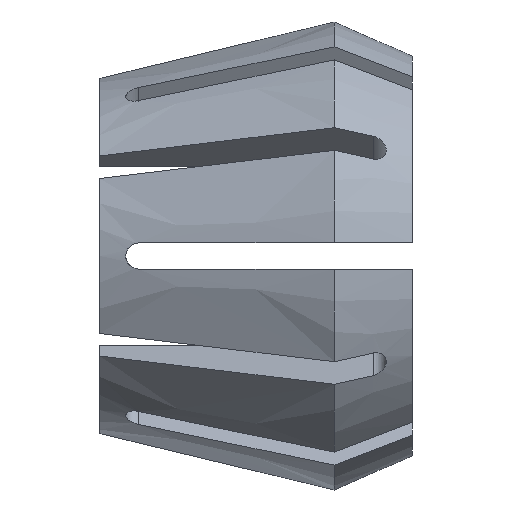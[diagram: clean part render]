
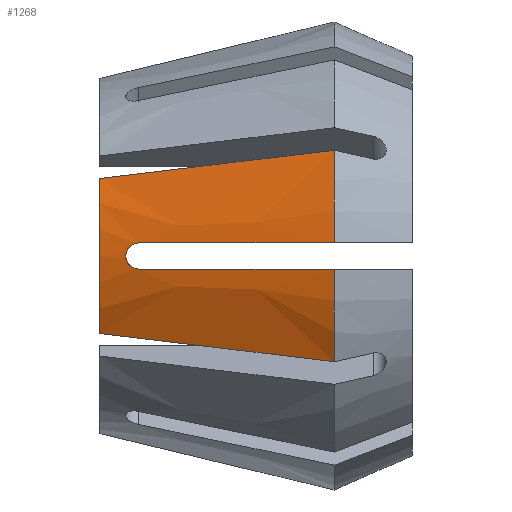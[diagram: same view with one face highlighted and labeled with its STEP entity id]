
A CAD part, left-side view. The second image highlights one B-rep face of the part: STEP entity #1268.
In plain terms, the highlighted conical face has half-angle 13.526 degrees and reference radius 7.918 mm.
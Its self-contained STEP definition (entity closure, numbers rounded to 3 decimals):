
#24=CIRCLE('',#1346,6.835);
#37=CIRCLE('',#1365,9.);
#40=CIRCLE('',#1369,9.);
#56=CONICAL_SURFACE('',#1368,7.918,0.236);
#81=(
BOUNDED_CURVE()
B_SPLINE_CURVE(2,(#2105,#2106,#2107),.UNSPECIFIED.,.F.,.F.)
B_SPLINE_CURVE_WITH_KNOTS((3,3),(0.,0.926),.UNSPECIFIED.)
CURVE()
GEOMETRIC_REPRESENTATION_ITEM()
RATIONAL_B_SPLINE_CURVE((1.,1.01,1.))
REPRESENTATION_ITEM('')
);
#86=(
BOUNDED_CURVE()
B_SPLINE_CURVE(2,(#2141,#2142,#2143),.UNSPECIFIED.,.F.,.F.)
B_SPLINE_CURVE_WITH_KNOTS((3,3),(0.,0.926),.UNSPECIFIED.)
CURVE()
GEOMETRIC_REPRESENTATION_ITEM()
RATIONAL_B_SPLINE_CURVE((1.,1.01,1.))
REPRESENTATION_ITEM('')
);
#96=(
BOUNDED_CURVE()
B_SPLINE_CURVE(2,(#2227,#2228,#2229),.UNSPECIFIED.,.F.,.F.)
B_SPLINE_CURVE_WITH_KNOTS((3,3),(0.,0.765),.UNSPECIFIED.)
CURVE()
GEOMETRIC_REPRESENTATION_ITEM()
RATIONAL_B_SPLINE_CURVE((1.,1.007,1.001))
REPRESENTATION_ITEM('')
);
#97=(
BOUNDED_CURVE()
B_SPLINE_CURVE(2,(#2256,#2257,#2258),.UNSPECIFIED.,.F.,.F.)
B_SPLINE_CURVE_WITH_KNOTS((3,3),(0.058,0.823),
 .UNSPECIFIED.)
CURVE()
GEOMETRIC_REPRESENTATION_ITEM()
RATIONAL_B_SPLINE_CURVE((1.001,1.007,1.))
REPRESENTATION_ITEM('')
);
#176=FACE_OUTER_BOUND('',#237,.T.);
#237=EDGE_LOOP('',(#972,#973,#974,#975,#976,#977,#978,#979,#980));
#440=B_SPLINE_CURVE_WITH_KNOTS('',3,(#2231,#2232,#2233,#2234,#2235,#2236,
#2237,#2238,#2239,#2240,#2241,#2242),.UNSPECIFIED.,.F.,.F.,(4,2,2,2,2,4),
(0.075,0.094,0.112,0.132,
0.151,0.151),.UNSPECIFIED.);
#441=B_SPLINE_CURVE_WITH_KNOTS('',3,(#2244,#2245,#2246,#2247,#2248,#2249,
#2250,#2251,#2252,#2253,#2254,#2255),.UNSPECIFIED.,.F.,.F.,(4,2,2,2,2,4),
(0.154,0.155,0.174,0.193,
0.212,0.23),.UNSPECIFIED.);
#524=VERTEX_POINT('',#2100);
#525=VERTEX_POINT('',#2104);
#534=VERTEX_POINT('',#2138);
#535=VERTEX_POINT('',#2140);
#549=VERTEX_POINT('',#2210);
#553=VERTEX_POINT('',#2224);
#554=VERTEX_POINT('',#2226);
#555=VERTEX_POINT('',#2230);
#556=VERTEX_POINT('',#2243);
#678=EDGE_CURVE('',#525,#524,#81,.T.);
#691=EDGE_CURVE('',#535,#534,#86,.T.);
#708=EDGE_CURVE('',#534,#525,#24,.T.);
#721=EDGE_CURVE('',#535,#549,#37,.T.);
#726=EDGE_CURVE('',#553,#524,#40,.T.);
#727=EDGE_CURVE('',#553,#554,#96,.T.);
#728=EDGE_CURVE('',#555,#554,#440,.T.);
#729=EDGE_CURVE('',#556,#555,#441,.T.);
#730=EDGE_CURVE('',#556,#549,#97,.T.);
#972=ORIENTED_EDGE('',*,*,#678,.T.);
#973=ORIENTED_EDGE('',*,*,#726,.F.);
#974=ORIENTED_EDGE('',*,*,#727,.T.);
#975=ORIENTED_EDGE('',*,*,#728,.F.);
#976=ORIENTED_EDGE('',*,*,#729,.F.);
#977=ORIENTED_EDGE('',*,*,#730,.T.);
#978=ORIENTED_EDGE('',*,*,#721,.F.);
#979=ORIENTED_EDGE('',*,*,#691,.T.);
#980=ORIENTED_EDGE('',*,*,#708,.T.);
#1268=ADVANCED_FACE('',(#176),#56,.T.);
#1346=AXIS2_PLACEMENT_3D('',#2190,#1513,#1514);
#1365=AXIS2_PLACEMENT_3D('',#2211,#1551,#1552);
#1368=AXIS2_PLACEMENT_3D('',#2223,#1557,#1558);
#1369=AXIS2_PLACEMENT_3D('',#2225,#1559,#1560);
#1513=DIRECTION('center_axis',(0.,-1.,0.));
#1514=DIRECTION('ref_axis',(1.,0.,0.));
#1551=DIRECTION('center_axis',(0.,-1.,0.));
#1552=DIRECTION('ref_axis',(1.,0.,0.));
#1557=DIRECTION('center_axis',(0.,-1.,0.));
#1558=DIRECTION('ref_axis',(-1.,0.,0.));
#1559=DIRECTION('center_axis',(0.,-1.,0.));
#1560=DIRECTION('ref_axis',(1.,0.,0.));
#2100=CARTESIAN_POINT('',(-8.032,3.,-4.06));
#2104=CARTESIAN_POINT('',(-6.153,12.,-2.975));
#2105=CARTESIAN_POINT('Ctrl Pts',(-6.153,12.,-2.975));
#2106=CARTESIAN_POINT('Ctrl Pts',(-6.964,8.118,-3.444));
#2107=CARTESIAN_POINT('Ctrl Pts',(-8.032,3.,-4.06));
#2138=CARTESIAN_POINT('',(-6.153,12.,2.975));
#2140=CARTESIAN_POINT('',(-8.032,3.,4.06));
#2141=CARTESIAN_POINT('Ctrl Pts',(-8.032,3.,4.06));
#2142=CARTESIAN_POINT('Ctrl Pts',(-6.964,8.118,3.444));
#2143=CARTESIAN_POINT('Ctrl Pts',(-6.153,12.,2.975));
#2190=CARTESIAN_POINT('Origin',(0.,12.,0.));
#2210=CARTESIAN_POINT('',(-8.986,3.,0.5));
#2211=CARTESIAN_POINT('Origin',(0.,3.,0.));
#2223=CARTESIAN_POINT('Origin',(0.,7.5,0.));
#2224=CARTESIAN_POINT('',(-8.986,3.,-0.5));
#2225=CARTESIAN_POINT('Origin',(0.,3.,0.));
#2226=CARTESIAN_POINT('',(-7.178,10.5,-0.5));
#2227=CARTESIAN_POINT('Ctrl Pts',(-8.986,3.,-0.5));
#2228=CARTESIAN_POINT('Ctrl Pts',(-7.982,7.169,-0.5));
#2229=CARTESIAN_POINT('Ctrl Pts',(-7.178,10.5,-0.5));
#2230=CARTESIAN_POINT('',(-7.076,11.,0.));
#2231=CARTESIAN_POINT('Ctrl Pts',(-7.076,11.,0.));
#2232=CARTESIAN_POINT('Ctrl Pts',(-7.076,11.,-0.062));
#2233=CARTESIAN_POINT('Ctrl Pts',(-7.078,10.988,-0.128));
#2234=CARTESIAN_POINT('Ctrl Pts',(-7.086,10.938,-0.25));
#2235=CARTESIAN_POINT('Ctrl Pts',(-7.093,10.901,-0.305));
#2236=CARTESIAN_POINT('Ctrl Pts',(-7.11,10.814,-0.394));
#2237=CARTESIAN_POINT('Ctrl Pts',(-7.121,10.758,-0.433));
#2238=CARTESIAN_POINT('Ctrl Pts',(-7.147,10.636,-0.486));
#2239=CARTESIAN_POINT('Ctrl Pts',(-7.162,10.57,-0.499));
#2240=CARTESIAN_POINT('Ctrl Pts',(-7.177,10.506,-0.5));
#2241=CARTESIAN_POINT('Ctrl Pts',(-7.178,10.503,-0.5));
#2242=CARTESIAN_POINT('Ctrl Pts',(-7.178,10.5,-0.5));
#2243=CARTESIAN_POINT('',(-7.178,10.5,0.5));
#2244=CARTESIAN_POINT('Ctrl Pts',(-7.178,10.5,0.5));
#2245=CARTESIAN_POINT('Ctrl Pts',(-7.178,10.503,0.5));
#2246=CARTESIAN_POINT('Ctrl Pts',(-7.177,10.506,0.5));
#2247=CARTESIAN_POINT('Ctrl Pts',(-7.162,10.57,0.499));
#2248=CARTESIAN_POINT('Ctrl Pts',(-7.147,10.636,0.486));
#2249=CARTESIAN_POINT('Ctrl Pts',(-7.121,10.758,0.433));
#2250=CARTESIAN_POINT('Ctrl Pts',(-7.11,10.814,0.394));
#2251=CARTESIAN_POINT('Ctrl Pts',(-7.093,10.901,0.305));
#2252=CARTESIAN_POINT('Ctrl Pts',(-7.086,10.938,0.25));
#2253=CARTESIAN_POINT('Ctrl Pts',(-7.078,10.988,0.128));
#2254=CARTESIAN_POINT('Ctrl Pts',(-7.076,11.,0.062));
#2255=CARTESIAN_POINT('Ctrl Pts',(-7.076,11.,0.));
#2256=CARTESIAN_POINT('Ctrl Pts',(-7.178,10.5,0.5));
#2257=CARTESIAN_POINT('Ctrl Pts',(-7.982,7.169,0.5));
#2258=CARTESIAN_POINT('Ctrl Pts',(-8.986,3.,0.5));
